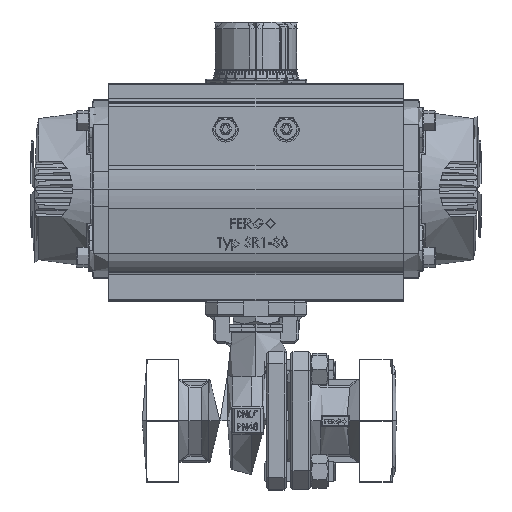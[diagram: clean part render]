
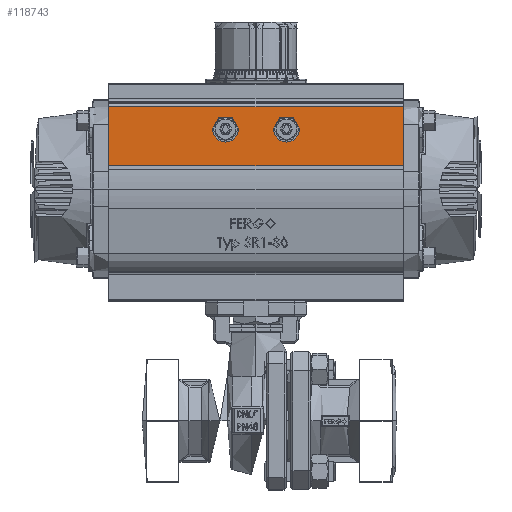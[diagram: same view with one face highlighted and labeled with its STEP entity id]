
A CAD part, top view. The second image highlights one B-rep face of the part: STEP entity #118743.
In plain terms, the highlighted planar face has unit normal (0, 0, 1).
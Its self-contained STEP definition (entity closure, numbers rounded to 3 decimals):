
#312 = CARTESIAN_POINT ( 'NONE',  ( 27.376, 194.959, 164.491 ) ) ;
#3920 = DIRECTION ( 'NONE',  ( 0., 0., -1. ) ) ;
#4694 = ORIENTED_EDGE ( 'NONE', *, *, #160963, .T. ) ;
#6762 = LINE ( 'NONE', #72703, #22961 ) ;
#13126 = DIRECTION ( 'NONE',  ( 0., 0., -1. ) ) ;
#14998 = DIRECTION ( 'NONE',  ( 0., -1., 0. ) ) ;
#22961 = VECTOR ( 'NONE', #188254, 1000. ) ;
#24153 = LINE ( 'NONE', #59777, #49727 ) ;
#35559 = AXIS2_PLACEMENT_3D ( 'NONE', #123674, #120494, #105351 ) ;
#36469 = EDGE_CURVE ( 'NONE', #93946, #178772, #24153, .T. ) ;
#40527 = ORIENTED_EDGE ( 'NONE', *, *, #161387, .F. ) ;
#41783 = CARTESIAN_POINT ( 'NONE',  ( 20.876, 194.959, 164.491 ) ) ;
#42672 = ORIENTED_EDGE ( 'NONE', *, *, #126702, .T. ) ;
#43223 = CARTESIAN_POINT ( 'NONE',  ( 12.376, 176.959, 164.491 ) ) ;
#43782 = EDGE_CURVE ( 'NONE', #90427, #172869, #80318, .T. ) ;
#44498 = CARTESIAN_POINT ( 'NONE',  ( 27.376, 194.959, 164.491 ) ) ;
#45976 = ORIENTED_EDGE ( 'NONE', *, *, #36469, .T. ) ;
#46040 = FACE_BOUND ( 'NONE', #79866, .T. ) ;
#46686 = AXIS2_PLACEMENT_3D ( 'NONE', #196778, #111483, #81219 ) ;
#49727 = VECTOR ( 'NONE', #212022, 1000. ) ;
#52803 = CARTESIAN_POINT ( 'NONE',  ( 84.826, 176.959, 164.491 ) ) ;
#53329 = VERTEX_POINT ( 'NONE', #130644 ) ;
#58079 = CIRCLE ( 'NONE', #178821, 6.5 ) ;
#59777 = CARTESIAN_POINT ( 'NONE',  ( 84.826, 172.651, 164.491 ) ) ;
#60117 = CIRCLE ( 'NONE', #118695, 6.5 ) ;
#64137 = ORIENTED_EDGE ( 'NONE', *, *, #112773, .T. ) ;
#68339 = DIRECTION ( 'NONE',  ( 0., 0., -1. ) ) ;
#69360 = VERTEX_POINT ( 'NONE', #153174 ) ;
#70173 = EDGE_CURVE ( 'NONE', #53329, #90427, #87277, .T. ) ;
#72703 = CARTESIAN_POINT ( 'NONE',  ( 12.376, 205.959, 164.491 ) ) ;
#73397 = AXIS2_PLACEMENT_3D ( 'NONE', #312, #68339, #116969 ) ;
#79510 = CARTESIAN_POINT ( 'NONE',  ( 12.376, 207.959, 164.491 ) ) ;
#79833 = LINE ( 'NONE', #128437, #204709 ) ;
#79866 = EDGE_LOOP ( 'NONE', ( #4694, #158260, #203335 ) ) ;
#80318 = CIRCLE ( 'NONE', #73397, 6.5 ) ;
#81219 = DIRECTION ( 'NONE',  ( 0., -1., 0. ) ) ;
#83110 = CARTESIAN_POINT ( 'NONE',  ( -9.124, 194.959, 164.491 ) ) ;
#83620 = AXIS2_PLACEMENT_3D ( 'NONE', #44498, #13126, #110383 ) ;
#87277 = CIRCLE ( 'NONE', #35559, 6.5 ) ;
#90427 = VERTEX_POINT ( 'NONE', #41783 ) ;
#91291 = EDGE_LOOP ( 'NONE', ( #64137, #105630, #162388 ) ) ;
#91961 = DIRECTION ( 'NONE',  ( 0., 0., -1. ) ) ;
#92908 = EDGE_LOOP ( 'NONE', ( #40527, #45976, #42672, #169473 ) ) ;
#93946 = VERTEX_POINT ( 'NONE', #52803 ) ;
#95055 = CARTESIAN_POINT ( 'NONE',  ( -60.074, 205.959, 164.491 ) ) ;
#95711 = PLANE ( 'NONE',  #139426 ) ;
#97839 = FACE_BOUND ( 'NONE', #91291, .T. ) ;
#102269 = DIRECTION ( 'NONE',  ( 0., -1., 0. ) ) ;
#102853 = VERTEX_POINT ( 'NONE', #141186 ) ;
#105351 = DIRECTION ( 'NONE',  ( 0., -1., 0. ) ) ;
#105584 = VECTOR ( 'NONE', #109099, 1000. ) ;
#105630 = ORIENTED_EDGE ( 'NONE', *, *, #70173, .T. ) ;
#109099 = DIRECTION ( 'NONE',  ( -1., 0., 0. ) ) ;
#110383 = DIRECTION ( 'NONE',  ( 0., -1., 0. ) ) ;
#111483 = DIRECTION ( 'NONE',  ( 0., 0., -1. ) ) ;
#111918 = FACE_OUTER_BOUND ( 'NONE', #92908, .T. ) ;
#112773 = EDGE_CURVE ( 'NONE', #172869, #53329, #176762, .T. ) ;
#115740 = CIRCLE ( 'NONE', #46686, 6.5 ) ;
#116969 = DIRECTION ( 'NONE',  ( 0., -1., 0. ) ) ;
#118695 = AXIS2_PLACEMENT_3D ( 'NONE', #184354, #3920, #102269 ) ;
#118743 = ADVANCED_FACE ( 'NONE', ( #97839, #46040, #111918 ), #95711, .T. ) ;
#120494 = DIRECTION ( 'NONE',  ( 0., 0., -1. ) ) ;
#123318 = DIRECTION ( 'NONE',  ( 0., -1., 0. ) ) ;
#123674 = CARTESIAN_POINT ( 'NONE',  ( 27.376, 194.959, 164.491 ) ) ;
#126702 = EDGE_CURVE ( 'NONE', #178772, #194882, #6762, .T. ) ;
#127532 = CARTESIAN_POINT ( 'NONE',  ( -2.624, 194.959, 164.491 ) ) ;
#128176 = CARTESIAN_POINT ( 'NONE',  ( -2.624, 188.459, 164.491 ) ) ;
#128241 = CARTESIAN_POINT ( 'NONE',  ( 33.876, 194.959, 164.491 ) ) ;
#128437 = CARTESIAN_POINT ( 'NONE',  ( -60.074, 197.193, 164.491 ) ) ;
#129193 = DIRECTION ( 'NONE',  ( 0., 0., 1. ) ) ;
#130644 = CARTESIAN_POINT ( 'NONE',  ( 27.376, 188.459, 164.491 ) ) ;
#139426 = AXIS2_PLACEMENT_3D ( 'NONE', #79510, #129193, #195090 ) ;
#141186 = CARTESIAN_POINT ( 'NONE',  ( 3.876, 194.959, 164.491 ) ) ;
#153174 = CARTESIAN_POINT ( 'NONE',  ( -60.074, 176.959, 164.491 ) ) ;
#156066 = EDGE_CURVE ( 'NONE', #169807, #198687, #60117, .T. ) ;
#157771 = LINE ( 'NONE', #43223, #105584 ) ;
#158260 = ORIENTED_EDGE ( 'NONE', *, *, #156066, .T. ) ;
#160963 = EDGE_CURVE ( 'NONE', #102853, #169807, #115740, .T. ) ;
#161387 = EDGE_CURVE ( 'NONE', #93946, #69360, #157771, .T. ) ;
#162388 = ORIENTED_EDGE ( 'NONE', *, *, #43782, .T. ) ;
#166062 = EDGE_CURVE ( 'NONE', #198687, #102853, #58079, .T. ) ;
#169473 = ORIENTED_EDGE ( 'NONE', *, *, #196515, .T. ) ;
#169807 = VERTEX_POINT ( 'NONE', #128176 ) ;
#172869 = VERTEX_POINT ( 'NONE', #128241 ) ;
#176762 = CIRCLE ( 'NONE', #83620, 6.5 ) ;
#178772 = VERTEX_POINT ( 'NONE', #210017 ) ;
#178821 = AXIS2_PLACEMENT_3D ( 'NONE', #127532, #91961, #123318 ) ;
#184354 = CARTESIAN_POINT ( 'NONE',  ( -2.624, 194.959, 164.491 ) ) ;
#188254 = DIRECTION ( 'NONE',  ( -1., 0., 0. ) ) ;
#194882 = VERTEX_POINT ( 'NONE', #95055 ) ;
#195090 = DIRECTION ( 'NONE',  ( 1., 0., 0. ) ) ;
#196515 = EDGE_CURVE ( 'NONE', #194882, #69360, #79833, .T. ) ;
#196778 = CARTESIAN_POINT ( 'NONE',  ( -2.624, 194.959, 164.491 ) ) ;
#198687 = VERTEX_POINT ( 'NONE', #83110 ) ;
#203335 = ORIENTED_EDGE ( 'NONE', *, *, #166062, .T. ) ;
#204709 = VECTOR ( 'NONE', #14998, 1000. ) ;
#210017 = CARTESIAN_POINT ( 'NONE',  ( 84.826, 205.959, 164.491 ) ) ;
#212022 = DIRECTION ( 'NONE',  ( 0., 1., 0. ) ) ;
